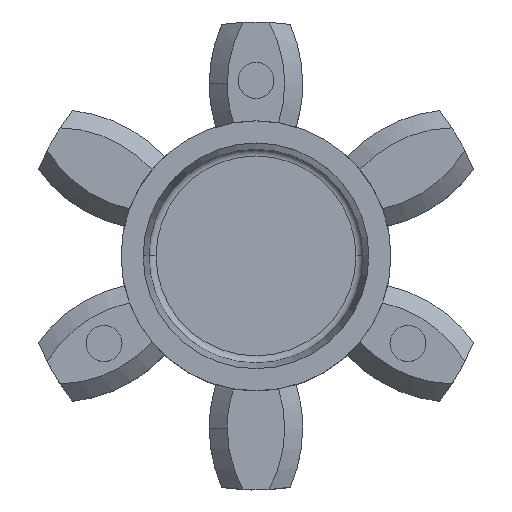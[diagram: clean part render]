
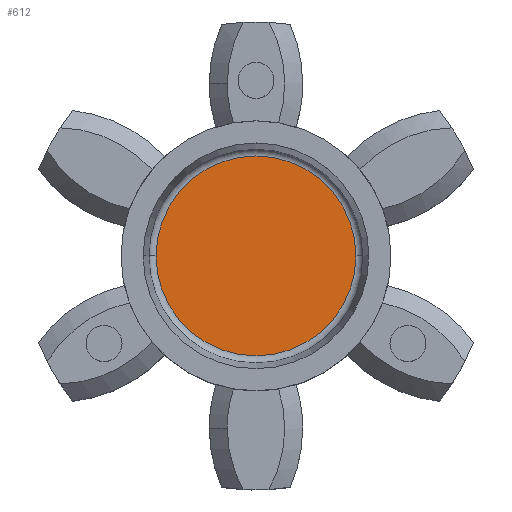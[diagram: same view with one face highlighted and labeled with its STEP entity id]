
A CAD part, top view. The second image highlights one B-rep face of the part: STEP entity #612.
In plain terms, the highlighted planar face has unit normal (0, 0, 1).
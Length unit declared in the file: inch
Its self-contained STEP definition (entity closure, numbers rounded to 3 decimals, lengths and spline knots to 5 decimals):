
#40 = AXIS2_PLACEMENT_3D ( 'NONE', #363, #985, #1979 ) ;
#309 = DIRECTION ( 'NONE',  ( 0., 0., 1. ) ) ;
#322 = DIRECTION ( 'NONE',  ( -1., 0., 0. ) ) ;
#363 = CARTESIAN_POINT ( 'NONE',  ( 0., 0., -0.18056 ) ) ;
#377 = ORIENTED_EDGE ( 'NONE', *, *, #1886, .T. ) ;
#612 = ADVANCED_FACE ( 'NONE', ( #1145 ), #1448, .T. ) ;
#901 = EDGE_LOOP ( 'NONE', ( #2872, #377 ) ) ;
#985 = DIRECTION ( 'NONE',  ( 0., 0., 1. ) ) ;
#1041 = AXIS2_PLACEMENT_3D ( 'NONE', #1685, #2376, #322 ) ;
#1145 = FACE_OUTER_BOUND ( 'NONE', #901, .T. ) ;
#1438 = CARTESIAN_POINT ( 'NONE',  ( 0.34719, 0., -0.18056 ) ) ;
#1448 = PLANE ( 'NONE',  #1650 ) ;
#1650 = AXIS2_PLACEMENT_3D ( 'NONE', #2393, #309, #2834 ) ;
#1685 = CARTESIAN_POINT ( 'NONE',  ( 0., 0., -0.18056 ) ) ;
#1838 = CIRCLE ( 'NONE', #1041, 0.34719 ) ;
#1886 = EDGE_CURVE ( 'NONE', #2905, #2299, #2356, .T. ) ;
#1942 = EDGE_CURVE ( 'NONE', #2299, #2905, #1838, .T. ) ;
#1979 = DIRECTION ( 'NONE',  ( 1., 0., 0. ) ) ;
#2299 = VERTEX_POINT ( 'NONE', #2583 ) ;
#2356 = CIRCLE ( 'NONE', #40, 0.34719 ) ;
#2376 = DIRECTION ( 'NONE',  ( 0., 0., 1. ) ) ;
#2393 = CARTESIAN_POINT ( 'NONE',  ( 0., 0., -0.18056 ) ) ;
#2583 = CARTESIAN_POINT ( 'NONE',  ( -0.34719, 0., -0.18056 ) ) ;
#2834 = DIRECTION ( 'NONE',  ( 1., 0., 0. ) ) ;
#2872 = ORIENTED_EDGE ( 'NONE', *, *, #1942, .T. ) ;
#2905 = VERTEX_POINT ( 'NONE', #1438 ) ;
